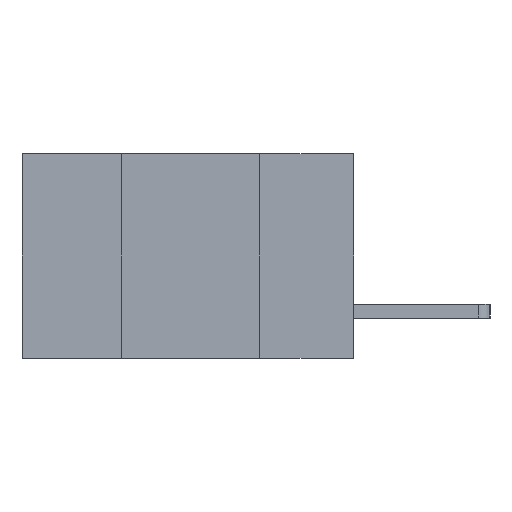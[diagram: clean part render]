
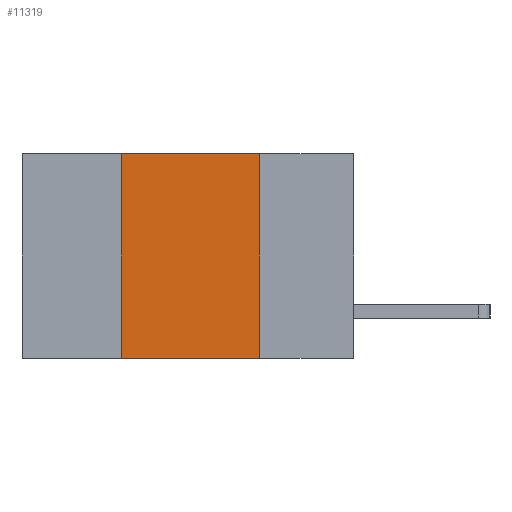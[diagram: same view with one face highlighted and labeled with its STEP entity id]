
A CAD part, left-side view. The second image highlights one B-rep face of the part: STEP entity #11319.
In plain terms, the highlighted planar face has unit normal (-1, 0, 0).
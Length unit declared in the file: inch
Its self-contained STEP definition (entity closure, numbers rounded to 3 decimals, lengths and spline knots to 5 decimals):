
#1234 = EDGE_CURVE ( 'NONE', #2166, #6783, #3658, .T. ) ;
#1683 = DIRECTION ( 'NONE',  ( 0., 0., -1. ) ) ;
#1905 = DIRECTION ( 'NONE',  ( 0., -1., 0. ) ) ;
#2113 = CARTESIAN_POINT ( 'NONE',  ( 0., 0.6, 0. ) ) ;
#2166 = VERTEX_POINT ( 'NONE', #8071 ) ;
#2190 = DIRECTION ( 'NONE',  ( 0., 0., 1. ) ) ;
#2357 = ORIENTED_EDGE ( 'NONE', *, *, #5737, .F. ) ;
#3000 = VECTOR ( 'NONE', #1683, 39.37008 ) ;
#3549 = CARTESIAN_POINT ( 'NONE',  ( 0., 0.6, -0.37 ) ) ;
#3658 = LINE ( 'NONE', #4499, #4798 ) ;
#4124 = LINE ( 'NONE', #10671, #11412 ) ;
#4164 = DIRECTION ( 'NONE',  ( 1., 0., 0. ) ) ;
#4463 = LINE ( 'NONE', #6200, #3000 ) ;
#4470 = ORIENTED_EDGE ( 'NONE', *, *, #7504, .F. ) ;
#4499 = CARTESIAN_POINT ( 'NONE',  ( 0., 0.6, 0. ) ) ;
#4670 = EDGE_LOOP ( 'NONE', ( #4470, #9364, #2357, #8771 ) ) ;
#4798 = VECTOR ( 'NONE', #1905, 39.37008 ) ;
#4897 = FACE_OUTER_BOUND ( 'NONE', #4670, .T. ) ;
#5737 = EDGE_CURVE ( 'NONE', #10976, #2166, #4124, .T. ) ;
#6190 = CARTESIAN_POINT ( 'NONE',  ( 0., 0.17, 0. ) ) ;
#6200 = CARTESIAN_POINT ( 'NONE',  ( 0., 0.17, 0. ) ) ;
#6511 = AXIS2_PLACEMENT_3D ( 'NONE', #2113, #4164, #7825 ) ;
#6702 = EDGE_CURVE ( 'NONE', #10976, #8223, #9933, .T. ) ;
#6783 = VERTEX_POINT ( 'NONE', #6190 ) ;
#7035 = DIRECTION ( 'NONE',  ( 0., -1., 0. ) ) ;
#7504 = EDGE_CURVE ( 'NONE', #6783, #8223, #4463, .T. ) ;
#7678 = CARTESIAN_POINT ( 'NONE',  ( 0., 0.17, -0.37 ) ) ;
#7825 = DIRECTION ( 'NONE',  ( 0., 0., -1. ) ) ;
#8071 = CARTESIAN_POINT ( 'NONE',  ( 0., 0.42, 0. ) ) ;
#8175 = VECTOR ( 'NONE', #7035, 39.37008 ) ;
#8223 = VERTEX_POINT ( 'NONE', #7678 ) ;
#8771 = ORIENTED_EDGE ( 'NONE', *, *, #6702, .T. ) ;
#9364 = ORIENTED_EDGE ( 'NONE', *, *, #1234, .F. ) ;
#9933 = LINE ( 'NONE', #3549, #8175 ) ;
#10588 = PLANE ( 'NONE',  #6511 ) ;
#10671 = CARTESIAN_POINT ( 'NONE',  ( 0., 0.42, 0. ) ) ;
#10976 = VERTEX_POINT ( 'NONE', #11054 ) ;
#11054 = CARTESIAN_POINT ( 'NONE',  ( 0., 0.42, -0.37 ) ) ;
#11319 = ADVANCED_FACE ( 'NONE', ( #4897 ), #10588, .F. ) ;
#11412 = VECTOR ( 'NONE', #2190, 39.37008 ) ;
